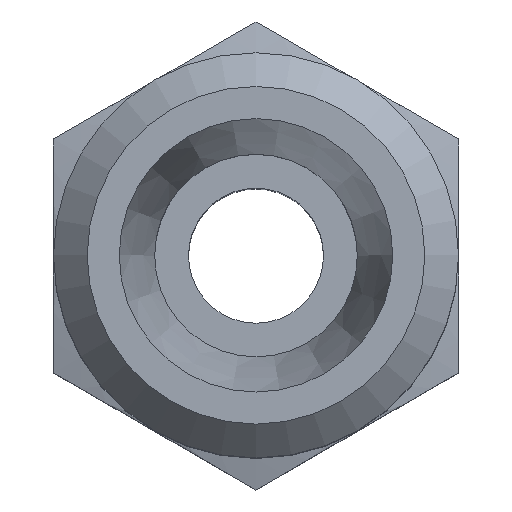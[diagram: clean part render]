
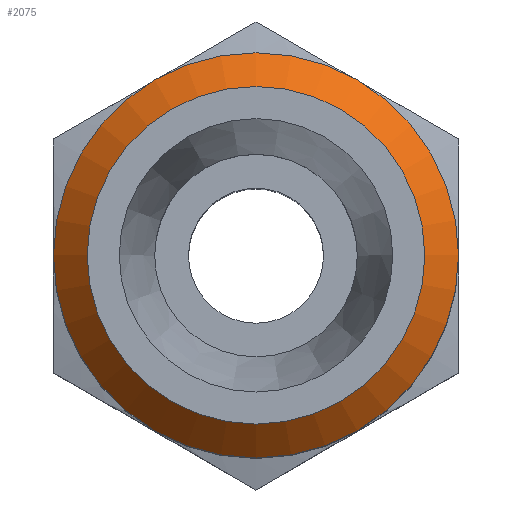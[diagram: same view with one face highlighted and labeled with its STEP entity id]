
A CAD part, top view. The second image highlights one B-rep face of the part: STEP entity #2075.
In plain terms, the highlighted conical face has half-angle 45 degrees and reference radius 5.5 mm.
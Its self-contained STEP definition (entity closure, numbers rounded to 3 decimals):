
#2041=CARTESIAN_POINT('',(6.,0.,21.0));
#2042=VERTEX_POINT('',#2041);
#2043=CARTESIAN_POINT('',(0.0,0.0,21.0));
#2044=DIRECTION('',(0.0,0.0,1.0));
#2045=DIRECTION('',(-1.0,0.0,0.0));
#2046=AXIS2_PLACEMENT_3D('',#2043,#2044,#2045);
#2047=CIRCLE('',#2046,6.);
#2048=EDGE_CURVE('',#2042,#2042,#2047,.T.);
#2056=CARTESIAN_POINT('',(0.0,0.0,21.5));
#2057=DIRECTION('',(0.0,0.0,-1.0));
#2058=DIRECTION('',(-1.0,0.0,0.0));
#2059=AXIS2_PLACEMENT_3D('',#2056,#2057,#2058);
#2060=CONICAL_SURFACE('',#2059,5.5,45.);
#2061=ORIENTED_EDGE('',*,*,#2048,.T.);
#2062=EDGE_LOOP('',(#2061));
#2063=FACE_OUTER_BOUND('',#2062,.T.);
#2064=CARTESIAN_POINT('',(5.,0.,22.0));
#2065=VERTEX_POINT('',#2064);
#2066=CARTESIAN_POINT('',(0.0,0.0,22.0));
#2067=DIRECTION('',(0.0,0.0,-1.0));
#2068=DIRECTION('',(-1.0,0.0,0.0));
#2069=AXIS2_PLACEMENT_3D('',#2066,#2067,#2068);
#2070=CIRCLE('',#2069,5.);
#2071=EDGE_CURVE('',#2065,#2065,#2070,.T.);
#2072=ORIENTED_EDGE('',*,*,#2071,.T.);
#2073=EDGE_LOOP('',(#2072));
#2074=FACE_BOUND('',#2073,.T.);
#2075=ADVANCED_FACE('',(#2063,#2074),#2060,.T.);
